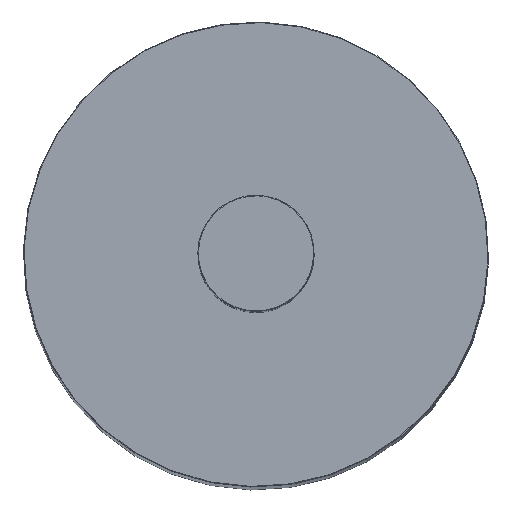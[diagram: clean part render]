
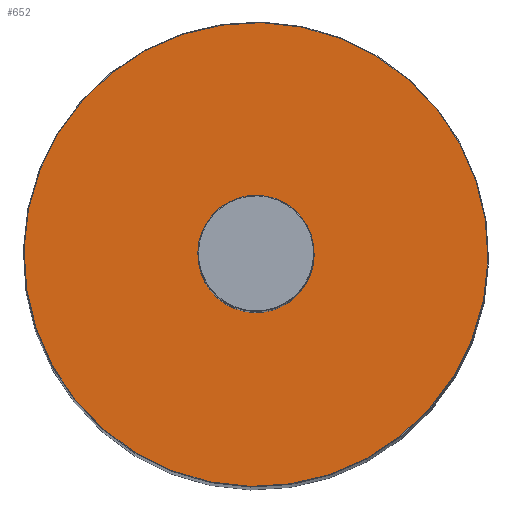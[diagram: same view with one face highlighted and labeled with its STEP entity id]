
A CAD part, top view. The second image highlights one B-rep face of the part: STEP entity #652.
In plain terms, the highlighted planar face has unit normal (0, 0, 1).
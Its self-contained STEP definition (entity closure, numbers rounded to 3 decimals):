
#387=CARTESIAN_POINT('Vertex',(4.794,-8.776,295.)) ;
#390=CARTESIAN_POINT('Axis2P3D Location',(0.,0.,295.)) ;
#394=CARTESIAN_POINT('Vertex',(-4.794,8.776,295.)) ;
#447=CARTESIAN_POINT('Axis2P3D Location',(0.,0.,295.)) ;
#525=CARTESIAN_POINT('Vertex',(19.129,-35.016,295.)) ;
#532=CARTESIAN_POINT('Vertex',(-19.129,35.016,295.)) ;
#535=CARTESIAN_POINT('Axis2P3D Location',(0.,0.,295.)) ;
#600=CARTESIAN_POINT('Axis2P3D Location',(0.,0.,295.)) ;
#639=CARTESIAN_POINT('Axis2P3D Location',(0.,-10.,295.)) ;
#391=DIRECTION('Axis2P3D Direction',(0.,0.,1.)) ;
#448=DIRECTION('Axis2P3D Direction',(0.,0.,1.)) ;
#536=DIRECTION('Axis2P3D Direction',(0.,0.,1.)) ;
#601=DIRECTION('Axis2P3D Direction',(0.,-0.,1.)) ;
#640=DIRECTION('Axis2P3D Direction',(0.,0.,1.)) ;
#641=DIRECTION('Axis2P3D XDirection',(1.,0.,0.)) ;
#392=AXIS2_PLACEMENT_3D('Circle Axis2P3D',#390,#391,$) ;
#449=AXIS2_PLACEMENT_3D('Circle Axis2P3D',#447,#448,$) ;
#537=AXIS2_PLACEMENT_3D('Circle Axis2P3D',#535,#536,$) ;
#602=AXIS2_PLACEMENT_3D('Circle Axis2P3D',#600,#601,$) ;
#642=AXIS2_PLACEMENT_3D('Plane Axis2P3D',#639,#640,#641) ;
#393=CIRCLE('generated circle',#392,10.) ;
#450=CIRCLE('generated circle',#449,10.) ;
#538=CIRCLE('generated circle',#537,39.9) ;
#603=CIRCLE('generated circle',#602,39.9) ;
#643=PLANE('',#642) ;
#651=FACE_BOUND('',#648,.T.) ;
#396=EDGE_CURVE('',#388,#395,#393,.T.) ;
#451=EDGE_CURVE('',#395,#388,#450,.T.) ;
#539=EDGE_CURVE('',#526,#533,#538,.T.) ;
#604=EDGE_CURVE('',#533,#526,#603,.T.) ;
#645=ORIENTED_EDGE('',*,*,#539,.T.) ;
#646=ORIENTED_EDGE('',*,*,#604,.T.) ;
#649=ORIENTED_EDGE('',*,*,#396,.F.) ;
#650=ORIENTED_EDGE('',*,*,#451,.F.) ;
#644=EDGE_LOOP('',(#645,#646)) ;
#648=EDGE_LOOP('',(#649,#650)) ;
#388=VERTEX_POINT('',#387) ;
#395=VERTEX_POINT('',#394) ;
#526=VERTEX_POINT('',#525) ;
#533=VERTEX_POINT('',#532) ;
#652=ADVANCED_FACE('PartBody',(#647,#651),#643,.T.) ;
#647=FACE_OUTER_BOUND('',#644,.T.) ;
